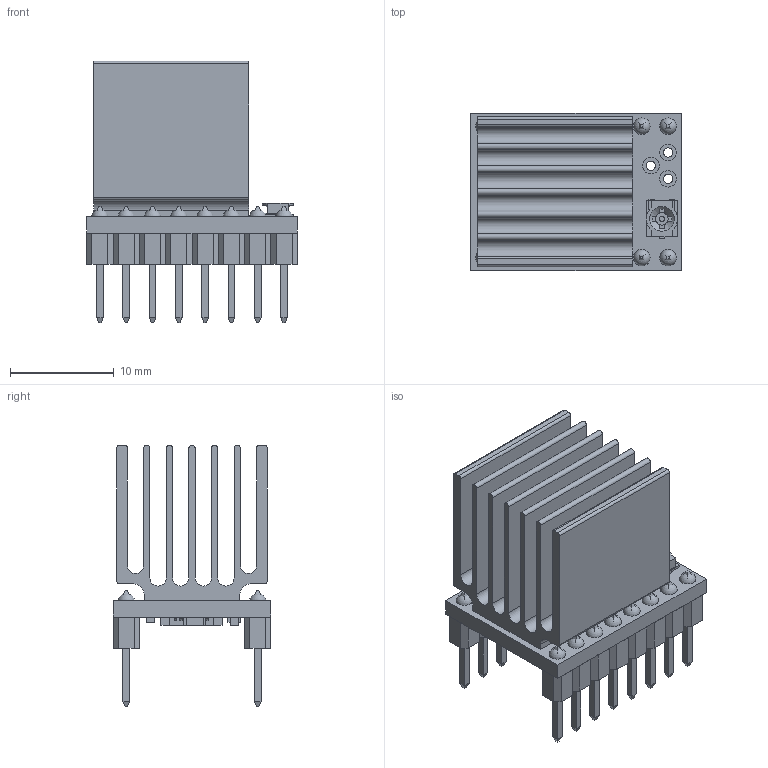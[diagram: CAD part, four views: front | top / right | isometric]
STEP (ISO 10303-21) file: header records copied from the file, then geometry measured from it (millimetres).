
FILE_DESCRIPTION(('FreeCAD Model'),'2;1');
FILE_NAME('Open CASCADE Shape Model','2025-01-18T19:54:59',(''),(''), 'Open CASCADE STEP processor 7.8','FreeCAD','Unknown');
FILE_SCHEMA(('AUTOMOTIVE_DESIGN { 1 0 10303 214 1 1 1 1 }'));
Length unit declared in the file: millimetre
Products named in the file (71): TMC2209; Body; 1x8 Male Header; Array001; Body004; Array; Body003; Array002; Body001; 1x8 Male Header001; Array004; Body007; Array003; Body006; Array005; Body005; Trim Pot; Body008; Body009; Body002; Body010; Body011; QFN28; Body012; Array006; Array007; Body013; 0603 Resistor; Body014; Body001 (Mirror #1); 0603 Resistor001; Body016; Body001 (Mirror #1)001; 0603 Resistor002; Body018; Body001 (Mirror #1)002; 0603 Resistor003; Body020; Body001 (Mirror #1)003; 0603 Resistor004 ...
Assembly tree (121 placements, depth 5):
  TMC2209
    Body
    1x8 Male Header
      Array001
        Body004  x8
      Array
        Body003  x8
      Array002
        Body001  x8
    1x8 Male Header001
      Array004
        Body007  x8
      Array003
        Body006  x8
      Array005
        Body005  x8
    Trim Pot
      Body008
      Body009
      Body002
      Body010
      Body011
    QFN28
      Body012
      Array006
        Array007  x4
          Body013
    0603 Resistor
      Body014
      Body001 (Mirror #1)
    0603 Resistor001
      Body016
      Body001 (Mirror #1)001
    0603 Resistor002
      Body018
      Body001 (Mirror #1)002
    0603 Resistor003
      Body020
      Body001 (Mirror #1)003
    0603 Resistor004
      Body022
      Body001 (Mirror #1)004
    0805 Resistor
      Body024
      Body001 (Mirror #1)005
    0805 Resistor001
      Body026
      Body001 (Mirror #1)006
    0603 Capacitor
      Body028
      Body001 (Mirror #1)007
    0603 Capacitor001
      Body030
      Body001 (Mirror #1)008
    0603 Capacitor002
      Body032
      Body001 (Mirror #1)009
    0603 Capacitor003
      Body034
      Body001 (Mirror #1)010
Bounding box: 20.32 x 15.24 x 25.26 mm (x, y, z)
Volume: 2146.5 mm3; surface area: 5694 mm2
Topology: 115 solids, 115 shells, 1107 faces, 2558 edges, 1660 vertices
Faces by surface type: plane 1004, cylinder 85, sphere 16, cone 2
Full cylindrical faces by diameter (mm): 0.3 x1, 0.5 x1, 0.9 x19, 1.6 x6, 2.5 x1
Entity records: 32519 total; most frequent: CARTESIAN_POINT 5355, DIRECTION 4981, LINE 3316, VECTOR 3316, ORIENTED_EDGE 2426, PCURVE 2426, DEFINITIONAL_REPRESENTATION 2426, EDGE_CURVE 1213
